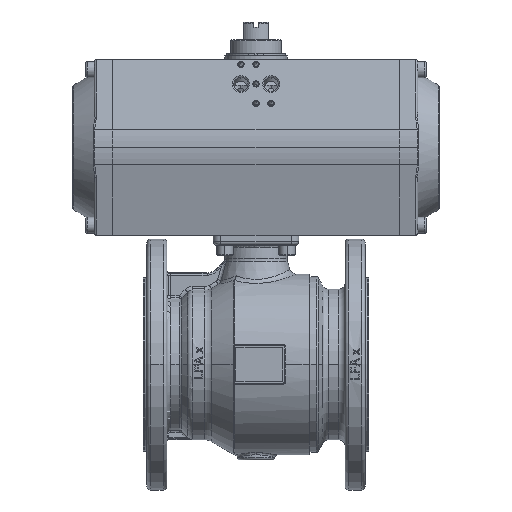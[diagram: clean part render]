
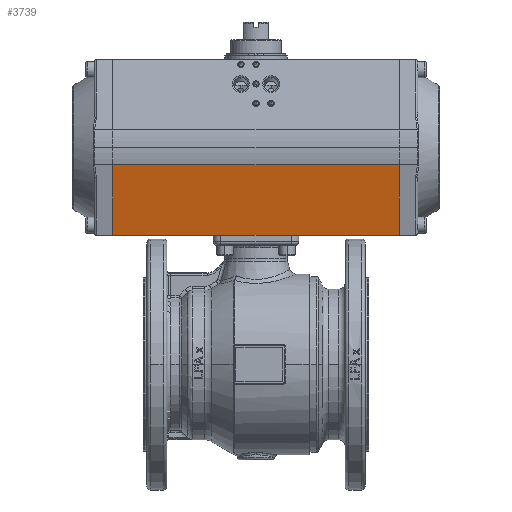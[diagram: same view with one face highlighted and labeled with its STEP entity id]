
A CAD part, top view. The second image highlights one B-rep face of the part: STEP entity #3739.
In plain terms, the highlighted planar face has unit normal (0, -0.232, 0.973).
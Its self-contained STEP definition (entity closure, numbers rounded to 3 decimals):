
#3739=ADVANCED_FACE('',(#8098),#8099,.T.);
#8098=FACE_OUTER_BOUND('',#23332,.T.);
#8099=PLANE('',#23333);
#23332=EDGE_LOOP('',(#33542,#33543,#33544,#33545));
#23333=AXIS2_PLACEMENT_3D('',#33546,#33547,#33548);
#33542=ORIENTED_EDGE('',*,*,#42471,.T.);
#33543=ORIENTED_EDGE('',*,*,#42456,.F.);
#33544=ORIENTED_EDGE('',*,*,#42521,.F.);
#33545=ORIENTED_EDGE('',*,*,#42480,.T.);
#33546=CARTESIAN_POINT('',(137.5,157.592,58.366));
#33547=DIRECTION('',(0.,-0.232,0.973));
#33548=DIRECTION('',(1.0,0.,0.));
#42456=EDGE_CURVE('',#49655,#49657,#49658,.T.);
#42471=EDGE_CURVE('',#49671,#49657,#49683,.T.);
#42480=EDGE_CURVE('',#49692,#49671,#49693,.T.);
#42521=EDGE_CURVE('',#49692,#49655,#49739,.T.);
#49655=VERTEX_POINT('',#69767);
#49657=VERTEX_POINT('',#69769);
#49658=LINE('',#69770,#69771);
#49671=VERTEX_POINT('',#69786);
#49683=LINE('',#69803,#69804);
#49692=VERTEX_POINT('',#69813);
#49693=LINE('',#69814,#69815);
#49739=LINE('',#69871,#69872);
#69767=CARTESIAN_POINT('',(-90.5,157.592,58.366));
#69769=CARTESIAN_POINT('',(137.5,157.592,58.366));
#69770=CARTESIAN_POINT('',(-90.5,157.592,58.366));
#69771=VECTOR('',#78367,228.0);
#69786=CARTESIAN_POINT('',(137.5,101.5,45.0));
#69803=CARTESIAN_POINT('',(137.5,101.5,45.0));
#69804=VECTOR('',#78390,57.663);
#69813=CARTESIAN_POINT('',(-90.5,101.5,45.0));
#69814=CARTESIAN_POINT('',(-90.5,101.5,45.0));
#69815=VECTOR('',#78412,228.0);
#69871=CARTESIAN_POINT('',(-90.5,101.5,45.0));
#69872=VECTOR('',#78492,57.663);
#78367=DIRECTION('',(1.0,0.,0.));
#78390=DIRECTION('',(0.,0.973,0.232));
#78412=DIRECTION('',(1.0,0.,0.));
#78492=DIRECTION('',(0.,0.973,0.232));
